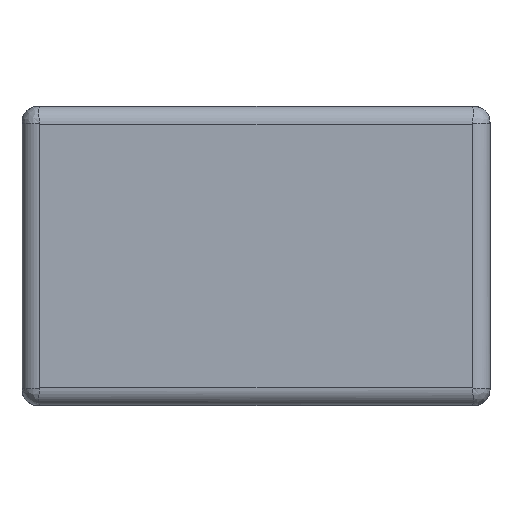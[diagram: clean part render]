
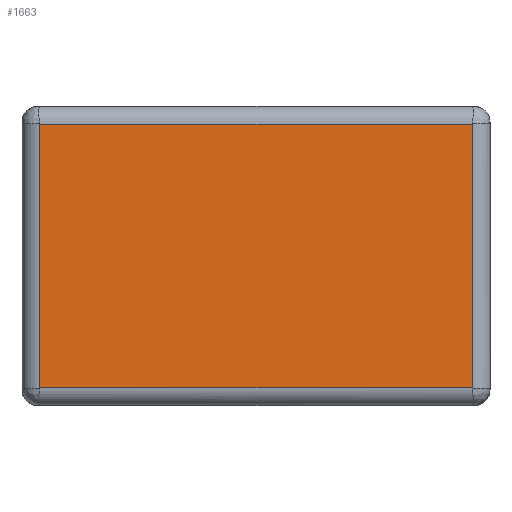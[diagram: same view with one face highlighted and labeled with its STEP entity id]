
A CAD part, left-side view. The second image highlights one B-rep face of the part: STEP entity #1663.
In plain terms, the highlighted planar face has unit normal (-1, 0, 0).
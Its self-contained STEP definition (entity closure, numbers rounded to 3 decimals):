
#1189 = VERTEX_POINT('',#1190);
#1190 = CARTESIAN_POINT('',(-1.715,1.23,1.6));
#1211 = EDGE_CURVE('',#1212,#1189,#1214,.T.);
#1212 = VERTEX_POINT('',#1213);
#1213 = CARTESIAN_POINT('',(-1.715,1.23,0.1));
#1214 = LINE('',#1215,#1216);
#1215 = CARTESIAN_POINT('',(-1.715,1.23,0.));
#1216 = VECTOR('',#1217,1.);
#1217 = DIRECTION('',(0.,0.,1.));
#1412 = EDGE_CURVE('',#1413,#1212,#1415,.T.);
#1413 = VERTEX_POINT('',#1414);
#1414 = CARTESIAN_POINT('',(-1.715,-1.23,0.1));
#1415 = LINE('',#1416,#1417);
#1416 = CARTESIAN_POINT('',(-1.715,-1.33,0.1));
#1417 = VECTOR('',#1418,1.);
#1418 = DIRECTION('',(0.,1.,0.));
#1451 = EDGE_CURVE('',#1452,#1189,#1454,.T.);
#1452 = VERTEX_POINT('',#1453);
#1453 = CARTESIAN_POINT('',(-1.715,-1.23,1.6));
#1454 = LINE('',#1455,#1456);
#1455 = CARTESIAN_POINT('',(-1.715,-1.33,1.6));
#1456 = VECTOR('',#1457,1.);
#1457 = DIRECTION('',(0.,1.,0.));
#1652 = EDGE_CURVE('',#1413,#1452,#1653,.T.);
#1653 = LINE('',#1654,#1655);
#1654 = CARTESIAN_POINT('',(-1.715,-1.23,0.));
#1655 = VECTOR('',#1656,1.);
#1656 = DIRECTION('',(0.,0.,1.));
#1663 = ADVANCED_FACE('',(#1664),#1670,.T.);
#1664 = FACE_BOUND('',#1665,.T.);
#1665 = EDGE_LOOP('',(#1666,#1667,#1668,#1669));
#1666 = ORIENTED_EDGE('',*,*,#1412,.F.);
#1667 = ORIENTED_EDGE('',*,*,#1652,.T.);
#1668 = ORIENTED_EDGE('',*,*,#1451,.T.);
#1669 = ORIENTED_EDGE('',*,*,#1211,.F.);
#1670 = PLANE('',#1671);
#1671 = AXIS2_PLACEMENT_3D('',#1672,#1673,#1674);
#1672 = CARTESIAN_POINT('',(-1.715,-1.33,0.));
#1673 = DIRECTION('',(-1.,0.,0.));
#1674 = DIRECTION('',(0.,1.,0.));
